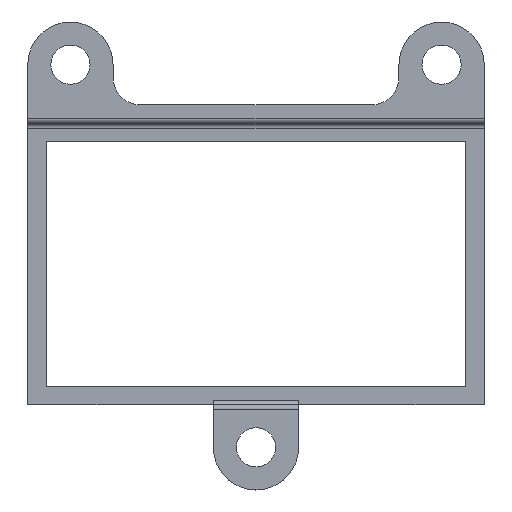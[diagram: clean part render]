
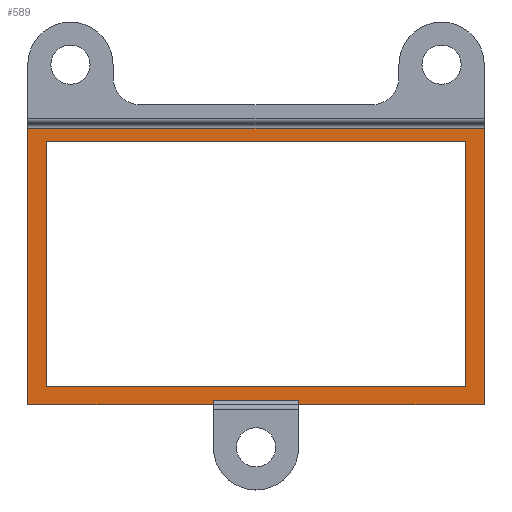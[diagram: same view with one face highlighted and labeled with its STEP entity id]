
A CAD part, top view. The second image highlights one B-rep face of the part: STEP entity #589.
In plain terms, the highlighted planar face has unit normal (0, 0, 1).
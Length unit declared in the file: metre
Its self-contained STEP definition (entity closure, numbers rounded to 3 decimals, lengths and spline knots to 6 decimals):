
#88=ORIENTED_EDGE('',*,*,#240,.F.);
#89=ORIENTED_EDGE('',*,*,#244,.T.);
#90=ORIENTED_EDGE('',*,*,#247,.T.);
#91=ORIENTED_EDGE('',*,*,#249,.F.);
#92=ORIENTED_EDGE('',*,*,#218,.F.);
#93=ORIENTED_EDGE('',*,*,#250,.T.);
#94=ORIENTED_EDGE('',*,*,#251,.T.);
#95=ORIENTED_EDGE('',*,*,#252,.T.);
#96=ORIENTED_EDGE('',*,*,#230,.F.);
#97=ORIENTED_EDGE('',*,*,#235,.T.);
#98=ORIENTED_EDGE('',*,*,#253,.T.);
#99=ORIENTED_EDGE('',*,*,#225,.F.);
#218=EDGE_CURVE('',#302,#303,#360,.T.);
#225=EDGE_CURVE('',#303,#309,#366,.T.);
#230=EDGE_CURVE('',#313,#311,#370,.T.);
#235=EDGE_CURVE('',#313,#318,#373,.T.);
#240=EDGE_CURVE('',#322,#323,#378,.T.);
#244=EDGE_CURVE('',#322,#325,#382,.T.);
#247=EDGE_CURVE('',#325,#327,#385,.T.);
#249=EDGE_CURVE('',#323,#327,#387,.T.);
#250=EDGE_CURVE('',#302,#328,#388,.T.);
#251=EDGE_CURVE('',#328,#329,#389,.F.);
#252=EDGE_CURVE('',#329,#311,#390,.T.);
#253=EDGE_CURVE('',#318,#309,#391,.T.);
#302=VERTEX_POINT('',#858);
#303=VERTEX_POINT('',#860);
#309=VERTEX_POINT('',#874);
#311=VERTEX_POINT('',#879);
#313=VERTEX_POINT('',#883);
#318=VERTEX_POINT('',#894);
#322=VERTEX_POINT('',#904);
#323=VERTEX_POINT('',#906);
#325=VERTEX_POINT('',#912);
#327=VERTEX_POINT('',#918);
#328=VERTEX_POINT('',#925);
#329=VERTEX_POINT('',#927);
#360=LINE('',#859,#420);
#366=LINE('',#873,#426);
#370=LINE('',#884,#430);
#373=LINE('',#895,#433);
#378=LINE('',#905,#438);
#382=LINE('',#913,#442);
#385=LINE('',#919,#445);
#387=LINE('',#922,#447);
#388=LINE('',#924,#448);
#389=LINE('',#926,#449);
#390=LINE('',#928,#450);
#391=LINE('',#929,#451);
#420=VECTOR('',#686,1.);
#426=VECTOR('',#696,1.);
#430=VECTOR('',#704,1.);
#433=VECTOR('',#713,1.);
#438=VECTOR('',#720,1.);
#442=VECTOR('',#726,1.);
#445=VECTOR('',#731,1.);
#447=VECTOR('',#735,1.);
#448=VECTOR('',#738,1.);
#449=VECTOR('',#739,1.);
#450=VECTOR('',#740,1.);
#451=VECTOR('',#741,1.);
#486=EDGE_LOOP('',(#88,#89,#90,#91));
#487=EDGE_LOOP('',(#92,#93,#94,#95,#96,#97,#98,#99));
#528=FACE_BOUND('',#486,.T.);
#529=FACE_BOUND('',#487,.T.);
#570=PLANE('',#637);
#589=ADVANCED_FACE('',(#528,#529),#570,.T.);
#637=AXIS2_PLACEMENT_3D('',#923,#736,#737);
#686=DIRECTION('',(-1.,0.,0.));
#696=DIRECTION('',(0.,1.,0.));
#704=DIRECTION('',(-1.,0.,0.));
#713=DIRECTION('',(0.,1.,0.));
#720=DIRECTION('',(0.,1.,0.));
#726=DIRECTION('',(-1.,0.,0.));
#731=DIRECTION('',(0.,1.,0.));
#735=DIRECTION('',(-1.,0.,0.));
#736=DIRECTION('',(0.,0.,1.));
#737=DIRECTION('',(1.,0.,0.));
#738=DIRECTION('',(0.,1.,0.));
#739=DIRECTION('',(-1.,0.,0.));
#740=DIRECTION('',(0.,-1.,0.));
#741=DIRECTION('',(-1.,0.,0.));
#858=CARTESIAN_POINT('',(-0.004625,-0.01525,0.0015));
#859=CARTESIAN_POINT('',(0.,-0.01525,0.0015));
#860=CARTESIAN_POINT('',(-0.02475,-0.01525,0.0015));
#873=CARTESIAN_POINT('',(-0.02475,0.,0.0015));
#874=CARTESIAN_POINT('',(-0.02475,0.01475,0.0015));
#879=CARTESIAN_POINT('',(0.004625,-0.01525,0.0015));
#883=CARTESIAN_POINT('',(0.02475,-0.01525,0.0015));
#884=CARTESIAN_POINT('',(0.,-0.01525,0.0015));
#894=CARTESIAN_POINT('',(0.02475,0.01475,0.0015));
#895=CARTESIAN_POINT('',(0.02475,0.,0.0015));
#904=CARTESIAN_POINT('',(0.02275,-0.01325,0.0015));
#905=CARTESIAN_POINT('',(0.02275,0.,0.0015));
#906=CARTESIAN_POINT('',(0.02275,0.01325,0.0015));
#912=CARTESIAN_POINT('',(-0.02275,-0.01325,0.0015));
#913=CARTESIAN_POINT('',(0.,-0.01325,0.0015));
#918=CARTESIAN_POINT('',(-0.02275,0.01325,0.0015));
#919=CARTESIAN_POINT('',(-0.02275,0.,0.0015));
#922=CARTESIAN_POINT('',(0.,0.01325,0.0015));
#923=CARTESIAN_POINT('',(0.,0.,0.0015));
#924=CARTESIAN_POINT('',(-0.004625,0.,0.0015));
#925=CARTESIAN_POINT('',(-0.004625,-0.01475,0.0015));
#926=CARTESIAN_POINT('',(0.004625,-0.01475,0.0015));
#927=CARTESIAN_POINT('',(0.004625,-0.01475,0.0015));
#928=CARTESIAN_POINT('',(0.004625,-0.017563,0.0015));
#929=CARTESIAN_POINT('',(0.,0.01475,0.0015));
